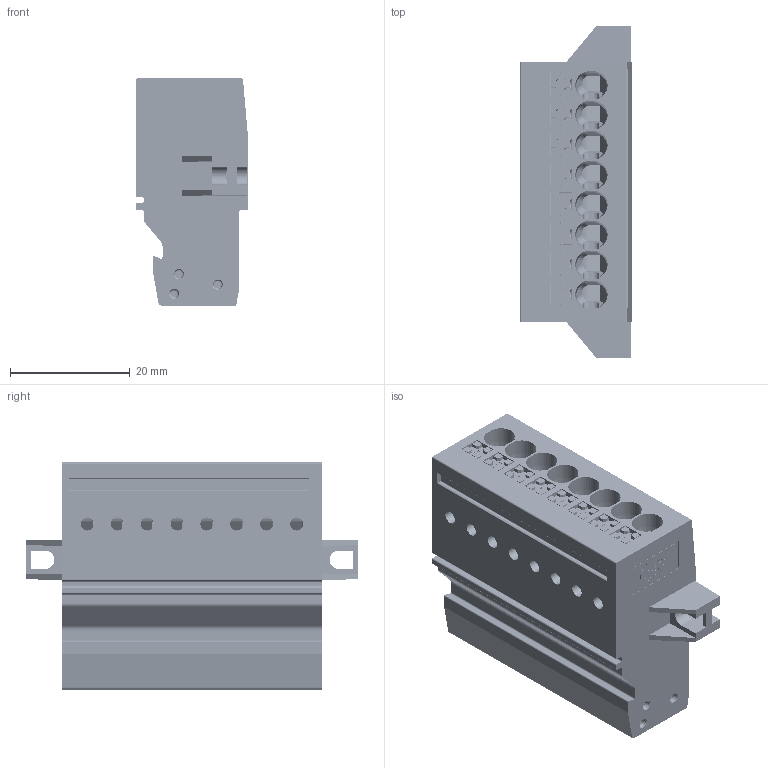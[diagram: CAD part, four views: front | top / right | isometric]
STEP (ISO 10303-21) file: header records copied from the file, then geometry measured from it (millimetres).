
FILE_DESCRIPTION(/* description */ ('Unknown'),/* implementation_level */ '2;1');
FILE_NAME(/* name */ 'PQPP2.5-MH-8W',/* time_stamp */ '2024-09-16T17:14:49+06:00',/* author */ ('Unknown'),/* organization */ ('Unknown'),/* preprocessor_version */ 'ST-DEVELOPER v16.7',/* originating_system */ 'Solid Edge',/* authorisation */ 'Unknown');
FILE_SCHEMA (('AUTOMOTIVE_DESIGN {1 0 10303 214 3 1 1}'));
Products named in the file (7): PQPP2.5-MH-8W; 6PQPP2.5MH; 8PQPP2.5MCB; Lock pin-2.5; 8PQ2.5SC; 6PQPP2.5MCPRHHM; 6PQPP2.5MCPLHHM
Assembly tree (34 placements, depth 2):
  PQPP2.5-MH-8W
    6PQPP2.5MH  x8
    8PQPP2.5MCB  x8
    Lock pin-2.5  x8
    8PQ2.5SC  x8
    6PQPP2.5MCPRHHM
    6PQPP2.5MCPLHHM
Bounding box: 18.8 x 55.5 x 38 mm (x, y, z)
Volume: 16813.5 mm3; surface area: 33049.9 mm2
Topology: 34 solids, 34 shells, 8686 faces, 23352 edges, 15407 vertices
Faces by surface type: plane 5136, cylinder 1763, bspline 840, cone 617, torus 330
Full cylindrical faces by diameter (mm): 1.5 x76, 1.6 x8, 2 x8, 2.2 x8, 3.5 x2
Entity records: 63919 total; most frequent: CARTESIAN_POINT 16044, ORIENTED_EDGE 8926, DIRECTION 8126, EDGE_CURVE 4463, LINE 3092, VECTOR 3092, VERTEX_POINT 3041, AXIS2_PLACEMENT_3D 2517
